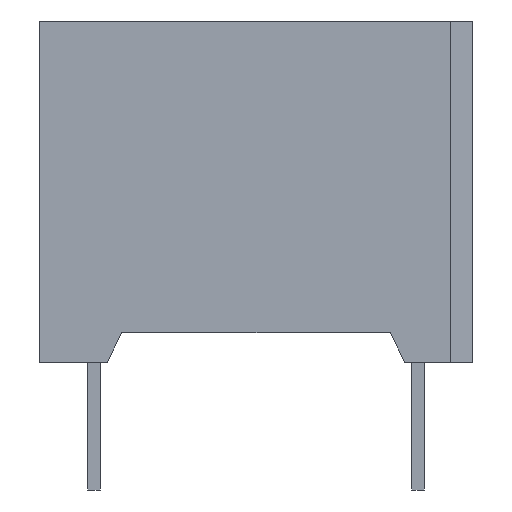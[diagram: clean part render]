
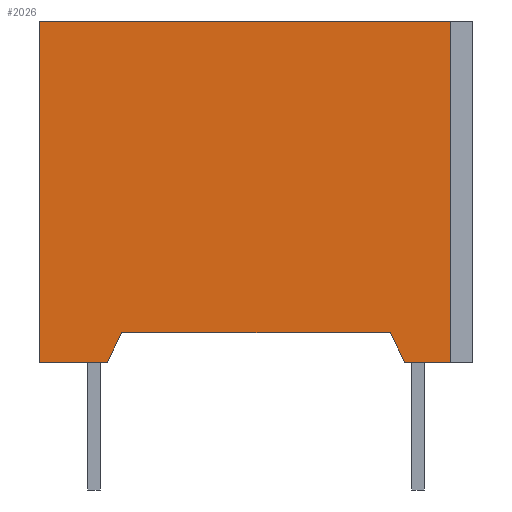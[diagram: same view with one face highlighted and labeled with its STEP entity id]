
A CAD part, left-side view. The second image highlights one B-rep face of the part: STEP entity #2026.
In plain terms, the highlighted planar face has unit normal (-1, 0, 0).
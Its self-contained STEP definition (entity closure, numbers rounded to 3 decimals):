
#69 = ORIENTED_EDGE ( 'NONE', *, *, #4180, .T. ) ;
#240 = CARTESIAN_POINT ( 'NONE',  ( -12.7, 3.15, 0.7 ) ) ;
#368 = EDGE_CURVE ( 'NONE', #3983, #695, #3522, .T. ) ;
#568 = CARTESIAN_POINT ( 'NONE',  ( -12.7, -4.22, 0. ) ) ;
#663 = CARTESIAN_POINT ( 'NONE',  ( -12.7, -3.5, 0. ) ) ;
#695 = VERTEX_POINT ( 'NONE', #1775 ) ;
#765 = B_SPLINE_CURVE_WITH_KNOTS ( 'NONE', 3,
 ( #832, #7178, #7953, #2065 ),
 .UNSPECIFIED., .F., .F.,
 ( 4, 4 ),
 ( 0., 1. ),
 .UNSPECIFIED. ) ;
#778 = EDGE_CURVE ( 'NONE', #7464, #6938, #3435, .T. ) ;
#832 = CARTESIAN_POINT ( 'NONE',  ( -12.7, 5.08, 0. ) ) ;
#836 = ORIENTED_EDGE ( 'NONE', *, *, #4745, .T. ) ;
#967 = CARTESIAN_POINT ( 'NONE',  ( -12.7, 3.15, 0.7 ) ) ;
#1148 = CARTESIAN_POINT ( 'NONE',  ( -12.7, -4.58, 8. ) ) ;
#1264 = AXIS2_PLACEMENT_3D ( 'NONE', #4030, #3907, #6596 ) ;
#1275 = ORIENTED_EDGE ( 'NONE', *, *, #778, .T. ) ;
#1392 = CARTESIAN_POINT ( 'NONE',  ( -12.7, -1.36, 8. ) ) ;
#1496 = PLANE ( 'NONE',  #1264 ) ;
#1572 = VERTEX_POINT ( 'NONE', #5862 ) ;
#1775 = CARTESIAN_POINT ( 'NONE',  ( -12.7, -3.15, 0.7 ) ) ;
#1782 = VERTEX_POINT ( 'NONE', #6358 ) ;
#2011 = CARTESIAN_POINT ( 'NONE',  ( -12.7, 1.05, 0.7 ) ) ;
#2026 = ADVANCED_FACE ( 'NONE', ( #2647 ), #1496, .T. ) ;
#2065 = CARTESIAN_POINT ( 'NONE',  ( -12.7, 3.5, 0. ) ) ;
#2119 = ORIENTED_EDGE ( 'NONE', *, *, #6301, .T. ) ;
#2145 = VERTEX_POINT ( 'NONE', #6051 ) ;
#2165 = ORIENTED_EDGE ( 'NONE', *, *, #3822, .T. ) ;
#2239 = CARTESIAN_POINT ( 'NONE',  ( -12.7, -4.58, 8. ) ) ;
#2647 = FACE_OUTER_BOUND ( 'NONE', #7132, .T. ) ;
#2688 = CARTESIAN_POINT ( 'NONE',  ( -12.7, -3.15, 0.7 ) ) ;
#2930 = CARTESIAN_POINT ( 'NONE',  ( -12.7, -4.58, 2.667 ) ) ;
#3078 = CARTESIAN_POINT ( 'NONE',  ( -12.7, -3.383, 0.233 ) ) ;
#3130 = CARTESIAN_POINT ( 'NONE',  ( -12.7, 5.08, 8. ) ) ;
#3435 = B_SPLINE_CURVE_WITH_KNOTS ( 'NONE', 3,
 ( #7194, #1392, #5780, #6587 ),
 .UNSPECIFIED., .F., .F.,
 ( 4, 4 ),
 ( 0., 1. ),
 .UNSPECIFIED. ) ;
#3478 = CARTESIAN_POINT ( 'NONE',  ( -12.7, 5.08, 8. ) ) ;
#3522 = B_SPLINE_CURVE_WITH_KNOTS ( 'NONE', 3,
 ( #240, #2011, #5211, #2688 ),
 .UNSPECIFIED., .F., .F.,
 ( 4, 4 ),
 ( 0., 1. ),
 .UNSPECIFIED. ) ;
#3644 = CARTESIAN_POINT ( 'NONE',  ( -12.7, 3.383, 0.233 ) ) ;
#3752 = CARTESIAN_POINT ( 'NONE',  ( -12.7, -3.5, 0. ) ) ;
#3822 = EDGE_CURVE ( 'NONE', #2145, #7464, #5045, .T. ) ;
#3907 = DIRECTION ( 'NONE',  ( -1., 0., 0. ) ) ;
#3983 = VERTEX_POINT ( 'NONE', #5031 ) ;
#4030 = CARTESIAN_POINT ( 'NONE',  ( -12.7, 5.08, 8. ) ) ;
#4180 = EDGE_CURVE ( 'NONE', #1782, #6508, #765, .T. ) ;
#4517 = CARTESIAN_POINT ( 'NONE',  ( -12.7, 5.08, 2.667 ) ) ;
#4631 = B_SPLINE_CURVE_WITH_KNOTS ( 'NONE', 3,
 ( #5018, #4517, #6370, #3130 ),
 .UNSPECIFIED., .F., .F.,
 ( 4, 4 ),
 ( 0., 1. ),
 .UNSPECIFIED. ) ;
#4691 = EDGE_CURVE ( 'NONE', #6508, #3983, #7851, .T. ) ;
#4745 = EDGE_CURVE ( 'NONE', #695, #1572, #7540, .T. ) ;
#4748 = EDGE_CURVE ( 'NONE', #1782, #6938, #4631, .T. ) ;
#4931 = CARTESIAN_POINT ( 'NONE',  ( -12.7, 3.267, 0.467 ) ) ;
#5018 = CARTESIAN_POINT ( 'NONE',  ( -12.7, 5.08, 0. ) ) ;
#5031 = CARTESIAN_POINT ( 'NONE',  ( -12.7, 3.15, 0.7 ) ) ;
#5045 = B_SPLINE_CURVE_WITH_KNOTS ( 'NONE', 3,
 ( #6132, #2930, #8022, #2239 ),
 .UNSPECIFIED., .F., .F.,
 ( 4, 4 ),
 ( 0., 1. ),
 .UNSPECIFIED. ) ;
#5049 = CARTESIAN_POINT ( 'NONE',  ( -12.7, -4.58, 0. ) ) ;
#5211 = CARTESIAN_POINT ( 'NONE',  ( -12.7, -1.05, 0.7 ) ) ;
#5780 = CARTESIAN_POINT ( 'NONE',  ( -12.7, 1.86, 8. ) ) ;
#5862 = CARTESIAN_POINT ( 'NONE',  ( -12.7, -3.5, 0. ) ) ;
#6051 = CARTESIAN_POINT ( 'NONE',  ( -12.7, -4.58, 0. ) ) ;
#6132 = CARTESIAN_POINT ( 'NONE',  ( -12.7, -4.58, 0. ) ) ;
#6135 = ORIENTED_EDGE ( 'NONE', *, *, #368, .T. ) ;
#6301 = EDGE_CURVE ( 'NONE', #1572, #2145, #6414, .T. ) ;
#6317 = CARTESIAN_POINT ( 'NONE',  ( -12.7, -3.86, 0. ) ) ;
#6358 = CARTESIAN_POINT ( 'NONE',  ( -12.7, 5.08, 0. ) ) ;
#6370 = CARTESIAN_POINT ( 'NONE',  ( -12.7, 5.08, 5.333 ) ) ;
#6409 = CARTESIAN_POINT ( 'NONE',  ( -12.7, -3.15, 0.7 ) ) ;
#6414 = B_SPLINE_CURVE_WITH_KNOTS ( 'NONE', 3,
 ( #3752, #6317, #568, #5049 ),
 .UNSPECIFIED., .F., .F.,
 ( 4, 4 ),
 ( 0., 1. ),
 .UNSPECIFIED. ) ;
#6508 = VERTEX_POINT ( 'NONE', #7414 ) ;
#6587 = CARTESIAN_POINT ( 'NONE',  ( -12.7, 5.08, 8. ) ) ;
#6596 = DIRECTION ( 'NONE',  ( 0., 0., -1. ) ) ;
#6683 = ORIENTED_EDGE ( 'NONE', *, *, #4691, .T. ) ;
#6849 = CARTESIAN_POINT ( 'NONE',  ( -12.7, 3.5, 0. ) ) ;
#6938 = VERTEX_POINT ( 'NONE', #3478 ) ;
#7011 = CARTESIAN_POINT ( 'NONE',  ( -12.7, -3.267, 0.467 ) ) ;
#7132 = EDGE_LOOP ( 'NONE', ( #836, #2119, #2165, #1275, #7164, #69, #6683, #6135 ) ) ;
#7164 = ORIENTED_EDGE ( 'NONE', *, *, #4748, .F. ) ;
#7178 = CARTESIAN_POINT ( 'NONE',  ( -12.7, 4.553, 0. ) ) ;
#7194 = CARTESIAN_POINT ( 'NONE',  ( -12.7, -4.58, 8. ) ) ;
#7414 = CARTESIAN_POINT ( 'NONE',  ( -12.7, 3.5, 0. ) ) ;
#7464 = VERTEX_POINT ( 'NONE', #1148 ) ;
#7540 = B_SPLINE_CURVE_WITH_KNOTS ( 'NONE', 3,
 ( #6409, #7011, #3078, #663 ),
 .UNSPECIFIED., .F., .F.,
 ( 4, 4 ),
 ( 0., 1. ),
 .UNSPECIFIED. ) ;
#7851 = B_SPLINE_CURVE_WITH_KNOTS ( 'NONE', 3,
 ( #6849, #3644, #4931, #967 ),
 .UNSPECIFIED., .F., .F.,
 ( 4, 4 ),
 ( 0., 1. ),
 .UNSPECIFIED. ) ;
#7953 = CARTESIAN_POINT ( 'NONE',  ( -12.7, 4.027, 0. ) ) ;
#8022 = CARTESIAN_POINT ( 'NONE',  ( -12.7, -4.58, 5.333 ) ) ;
